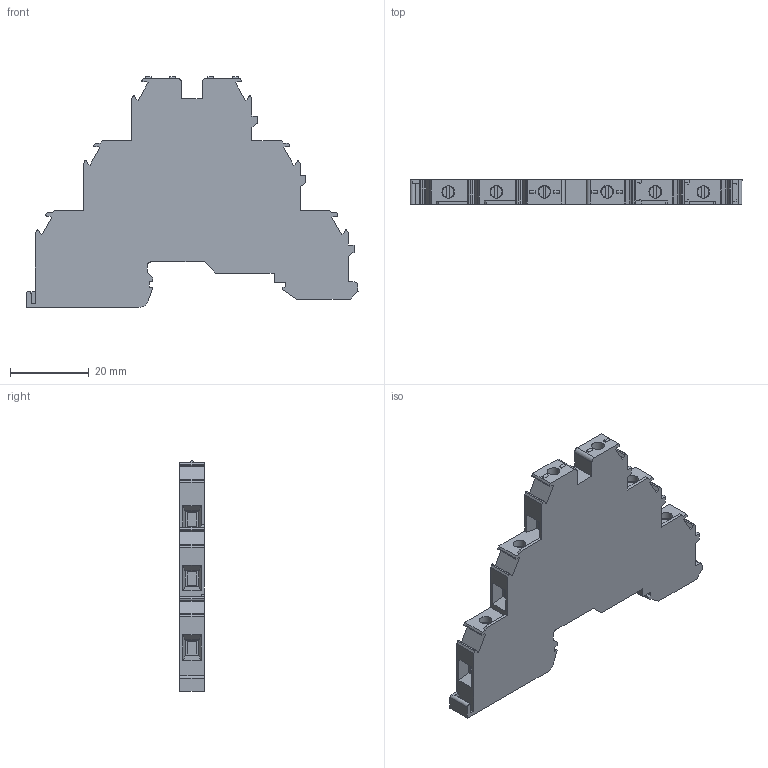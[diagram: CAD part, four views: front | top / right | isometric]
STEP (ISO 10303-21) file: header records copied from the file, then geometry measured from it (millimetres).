
FILE_DESCRIPTION(/* description */ ('Unknown'),/* implementation_level */ '2;1');
FILE_NAME(/* name */ 'BKNT-T-AZ',/* time_stamp */ '2024-10-22T15:31:57-03:00',/* author */ ('Unknown'),/* organization */ ('Unknown'),/* preprocessor_version */ 'ST-DEVELOPER v16.7',/* originating_system */ 'Solid Edge',/* authorisation */ 'Unknown');
FILE_SCHEMA (('AUTOMOTIVE_DESIGN {1 0 10303 214 3 1 1}'));
Length unit declared in the file: millimetre
Products named in the file (1): BKNT-T
Bounding box: 84.2 x 6.2 x 58.5 mm (x, y, z)
Volume: 16879.3 mm3; surface area: 9315.7 mm2
Topology: 1 solids, 2 shells, 309 faces, 841 edges, 554 vertices
Faces by surface type: plane 257, cylinder 40, torus 12
Full cylindrical faces by diameter (mm): 2.5 x1, 3.2 x6
Entity records: 9583 total; most frequent: CARTESIAN_POINT 1756, ORIENTED_EDGE 1654, DIRECTION 1537, EDGE_CURVE 827, LINE 689, VECTOR 689, VERTEX_POINT 547, AXIS2_PLACEMENT_3D 424
